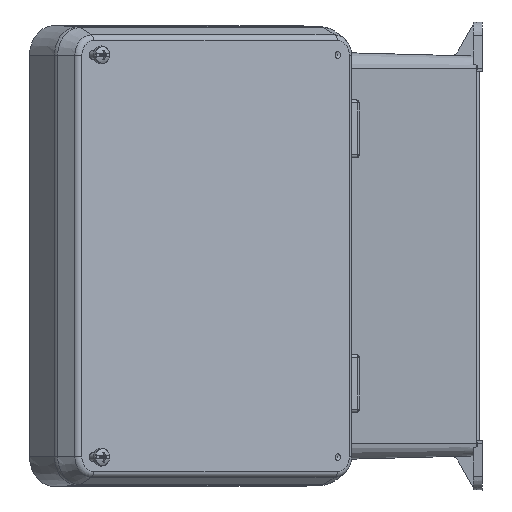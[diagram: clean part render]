
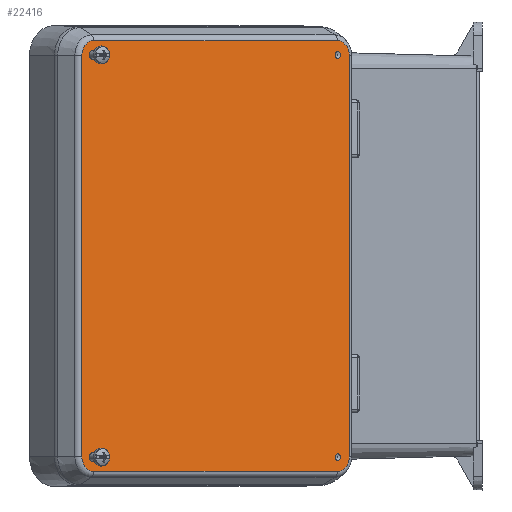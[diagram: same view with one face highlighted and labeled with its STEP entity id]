
A CAD part, left-side view. The second image highlights one B-rep face of the part: STEP entity #22416.
In plain terms, the highlighted face is planar.
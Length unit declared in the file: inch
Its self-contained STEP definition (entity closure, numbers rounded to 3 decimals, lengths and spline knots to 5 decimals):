
#426 = CARTESIAN_POINT ( 'NONE',  ( 3.35911, 1.378, -4.0675 ) ) ;
#1076 = ORIENTED_EDGE ( 'NONE', *, *, #7903, .F. ) ;
#1166 = EDGE_LOOP ( 'NONE', ( #1076 ) ) ;
#1598 = DIRECTION ( 'NONE',  ( 0., 1., 0. ) ) ;
#2052 = EDGE_LOOP ( 'NONE', ( #22542 ) ) ;
#2111 = EDGE_CURVE ( 'NONE', #2793, #22167, #26851, .T. ) ;
#2729 = EDGE_CURVE ( 'NONE', #19711, #11583, #4002, .T. ) ;
#2793 = VERTEX_POINT ( 'NONE', #3823 ) ;
#3226 = DIRECTION ( 'NONE',  ( 0., 1., 0. ) ) ;
#3280 = DIRECTION ( 'NONE',  ( 1., 0., 0. ) ) ;
#3726 = CARTESIAN_POINT ( 'NONE',  ( -3.0625, 1.378, -4.0675 ) ) ;
#3746 = LINE ( 'NONE', #23094, #19916 ) ;
#3823 = CARTESIAN_POINT ( 'NONE',  ( -3.35911, 1.378, 4.0675 ) ) ;
#3839 = CARTESIAN_POINT ( 'NONE',  ( -3.0625, 1.378, -4.36411 ) ) ;
#4001 = EDGE_CURVE ( 'NONE', #10080, #19711, #3746, .T. ) ;
#4002 = CIRCLE ( 'NONE', #15247, 0.29661 ) ;
#4023 = VERTEX_POINT ( 'NONE', #27579 ) ;
#4429 = CARTESIAN_POINT ( 'NONE',  ( 3.0625, 1.378, 4.0675 ) ) ;
#4537 = CIRCLE ( 'NONE', #14051, 0.066 ) ;
#4768 = ORIENTED_EDGE ( 'NONE', *, *, #2729, .T. ) ;
#4938 = ORIENTED_EDGE ( 'NONE', *, *, #4001, .T. ) ;
#5059 = FACE_OUTER_BOUND ( 'NONE', #27436, .T. ) ;
#5617 = CIRCLE ( 'NONE', #28543, 0.29661 ) ;
#5952 = DIRECTION ( 'NONE',  ( 0., 0., -1. ) ) ;
#6356 = EDGE_CURVE ( 'NONE', #4023, #10080, #27693, .T. ) ;
#6625 = EDGE_CURVE ( 'NONE', #7011, #7011, #4537, .T. ) ;
#6626 = CARTESIAN_POINT ( 'NONE',  ( -3.35911, 1.378, -4.0675 ) ) ;
#6651 = DIRECTION ( 'NONE',  ( 0., 0., -1. ) ) ;
#6769 = AXIS2_PLACEMENT_3D ( 'NONE', #19985, #6809, #22220 ) ;
#6809 = DIRECTION ( 'NONE',  ( 0., -1., 0. ) ) ;
#6916 = CARTESIAN_POINT ( 'NONE',  ( -3.075, 1.378, -4.009 ) ) ;
#7011 = VERTEX_POINT ( 'NONE', #6916 ) ;
#7127 = ORIENTED_EDGE ( 'NONE', *, *, #10589, .T. ) ;
#7670 = ORIENTED_EDGE ( 'NONE', *, *, #13309, .F. ) ;
#7686 = CARTESIAN_POINT ( 'NONE',  ( 3.0625, 1.378, -4.36411 ) ) ;
#7716 = CARTESIAN_POINT ( 'NONE',  ( 3.0625, 1.378, 4.36411 ) ) ;
#7829 = EDGE_CURVE ( 'NONE', #11583, #2793, #25198, .T. ) ;
#7903 = EDGE_CURVE ( 'NONE', #27031, #27031, #28314, .T. ) ;
#8601 = DIRECTION ( 'NONE',  ( 0., 1., 0. ) ) ;
#9170 = EDGE_CURVE ( 'NONE', #24938, #24938, #18514, .T. ) ;
#9220 = EDGE_LOOP ( 'NONE', ( #7670 ) ) ;
#9267 = CARTESIAN_POINT ( 'NONE',  ( 3.075, 1.378, 4.075 ) ) ;
#9532 = CARTESIAN_POINT ( 'NONE',  ( 3.0625, 1.378, 4.36411 ) ) ;
#9747 = CARTESIAN_POINT ( 'NONE',  ( -3.0625, 1.378, 4.0675 ) ) ;
#10080 = VERTEX_POINT ( 'NONE', #7686 ) ;
#10589 = EDGE_CURVE ( 'NONE', #12797, #4023, #22616, .T. ) ;
#10651 = ORIENTED_EDGE ( 'NONE', *, *, #20824, .T. ) ;
#10936 = FACE_BOUND ( 'NONE', #9220, .T. ) ;
#11021 = DIRECTION ( 'NONE',  ( 0., 0., 1. ) ) ;
#11483 = DIRECTION ( 'NONE',  ( 0., 0., 1. ) ) ;
#11583 = VERTEX_POINT ( 'NONE', #6626 ) ;
#11619 = FACE_BOUND ( 'NONE', #14171, .T. ) ;
#11966 = DIRECTION ( 'NONE',  ( 0., 0., -1. ) ) ;
#12046 = CARTESIAN_POINT ( 'NONE',  ( -3.0625, 1.378, 4.36411 ) ) ;
#12343 = CARTESIAN_POINT ( 'NONE',  ( 3.35911, 1.378, 4.0675 ) ) ;
#12797 = VERTEX_POINT ( 'NONE', #12343 ) ;
#12925 = ORIENTED_EDGE ( 'NONE', *, *, #2111, .T. ) ;
#12981 = DIRECTION ( 'NONE',  ( 0., 1., 0. ) ) ;
#13304 = CARTESIAN_POINT ( 'NONE',  ( -3.35911, 1.378, 4.0675 ) ) ;
#13309 = EDGE_CURVE ( 'NONE', #18671, #18671, #18624, .T. ) ;
#14051 = AXIS2_PLACEMENT_3D ( 'NONE', #16413, #3226, #18615 ) ;
#14137 = VECTOR ( 'NONE', #11021, 39.37008 ) ;
#14171 = EDGE_LOOP ( 'NONE', ( #20270 ) ) ;
#14806 = CARTESIAN_POINT ( 'NONE',  ( -3.075, 1.378, 4.075 ) ) ;
#15247 = AXIS2_PLACEMENT_3D ( 'NONE', #3726, #19103, #5952 ) ;
#15844 = DIRECTION ( 'NONE',  ( 0., 0., -1. ) ) ;
#15867 = CARTESIAN_POINT ( 'NONE',  ( 3.075, 1.378, 4.169 ) ) ;
#16061 = VECTOR ( 'NONE', #15844, 39.37008 ) ;
#16413 = CARTESIAN_POINT ( 'NONE',  ( -3.075, 1.378, -4.075 ) ) ;
#16763 = FACE_BOUND ( 'NONE', #1166, .T. ) ;
#16994 = DIRECTION ( 'NONE',  ( 0., 0., 1. ) ) ;
#17083 = AXIS2_PLACEMENT_3D ( 'NONE', #21792, #8601, #24002 ) ;
#17353 = ORIENTED_EDGE ( 'NONE', *, *, #25065, .T. ) ;
#17436 = FACE_BOUND ( 'NONE', #2052, .T. ) ;
#17550 = VECTOR ( 'NONE', #3280, 39.37008 ) ;
#18135 = CARTESIAN_POINT ( 'NONE',  ( 3.075, 1.378, -3.981 ) ) ;
#18514 = CIRCLE ( 'NONE', #17083, 0.094 ) ;
#18615 = DIRECTION ( 'NONE',  ( 0., 0., 1. ) ) ;
#18624 = CIRCLE ( 'NONE', #21718, 0.066 ) ;
#18671 = VERTEX_POINT ( 'NONE', #25138 ) ;
#19103 = DIRECTION ( 'NONE',  ( 0., 1., 0. ) ) ;
#19162 = ORIENTED_EDGE ( 'NONE', *, *, #7829, .T. ) ;
#19711 = VERTEX_POINT ( 'NONE', #3839 ) ;
#19823 = DIRECTION ( 'NONE',  ( 0., 1., 0. ) ) ;
#19916 = VECTOR ( 'NONE', #27472, 39.37008 ) ;
#19985 = CARTESIAN_POINT ( 'NONE',  ( 3.0625, 1.378, 4.0675 ) ) ;
#20270 = ORIENTED_EDGE ( 'NONE', *, *, #9170, .F. ) ;
#20540 = AXIS2_PLACEMENT_3D ( 'NONE', #9267, #24681, #11483 ) ;
#20824 = EDGE_CURVE ( 'NONE', #23811, #12797, #5617, .T. ) ;
#21718 = AXIS2_PLACEMENT_3D ( 'NONE', #14806, #1598, #16994 ) ;
#21792 = CARTESIAN_POINT ( 'NONE',  ( 3.075, 1.378, -4.075 ) ) ;
#22167 = VERTEX_POINT ( 'NONE', #12046 ) ;
#22220 = DIRECTION ( 'NONE',  ( 0., 0., -1. ) ) ;
#22416 = ADVANCED_FACE ( 'NONE', ( #11619, #16763, #17436, #10936, #5059 ), #24346, .F. ) ;
#22438 = ORIENTED_EDGE ( 'NONE', *, *, #6356, .T. ) ;
#22542 = ORIENTED_EDGE ( 'NONE', *, *, #6625, .F. ) ;
#22616 = LINE ( 'NONE', #426, #16061 ) ;
#23094 = CARTESIAN_POINT ( 'NONE',  ( -3.0625, 1.378, -4.36411 ) ) ;
#23811 = VERTEX_POINT ( 'NONE', #9532 ) ;
#24002 = DIRECTION ( 'NONE',  ( 0., 0., 1. ) ) ;
#24006 = AXIS2_PLACEMENT_3D ( 'NONE', #26217, #12981, #28440 ) ;
#24346 = PLANE ( 'NONE',  #6769 ) ;
#24681 = DIRECTION ( 'NONE',  ( 0., 1., 0. ) ) ;
#24938 = VERTEX_POINT ( 'NONE', #18135 ) ;
#25065 = EDGE_CURVE ( 'NONE', #22167, #23811, #27967, .T. ) ;
#25138 = CARTESIAN_POINT ( 'NONE',  ( -3.075, 1.378, 4.141 ) ) ;
#25172 = DIRECTION ( 'NONE',  ( 0., 1., 0. ) ) ;
#25198 = LINE ( 'NONE', #13304, #14137 ) ;
#26217 = CARTESIAN_POINT ( 'NONE',  ( 3.0625, 1.378, -4.0675 ) ) ;
#26353 = AXIS2_PLACEMENT_3D ( 'NONE', #9747, #25172, #11966 ) ;
#26851 = CIRCLE ( 'NONE', #26353, 0.29661 ) ;
#27031 = VERTEX_POINT ( 'NONE', #15867 ) ;
#27436 = EDGE_LOOP ( 'NONE', ( #7127, #22438, #4938, #4768, #19162, #12925, #17353, #10651 ) ) ;
#27472 = DIRECTION ( 'NONE',  ( -1., 0., 0. ) ) ;
#27579 = CARTESIAN_POINT ( 'NONE',  ( 3.35911, 1.378, -4.0675 ) ) ;
#27693 = CIRCLE ( 'NONE', #24006, 0.29661 ) ;
#27967 = LINE ( 'NONE', #7716, #17550 ) ;
#28314 = CIRCLE ( 'NONE', #20540, 0.094 ) ;
#28440 = DIRECTION ( 'NONE',  ( 0., 0., -1. ) ) ;
#28543 = AXIS2_PLACEMENT_3D ( 'NONE', #4429, #19823, #6651 ) ;
